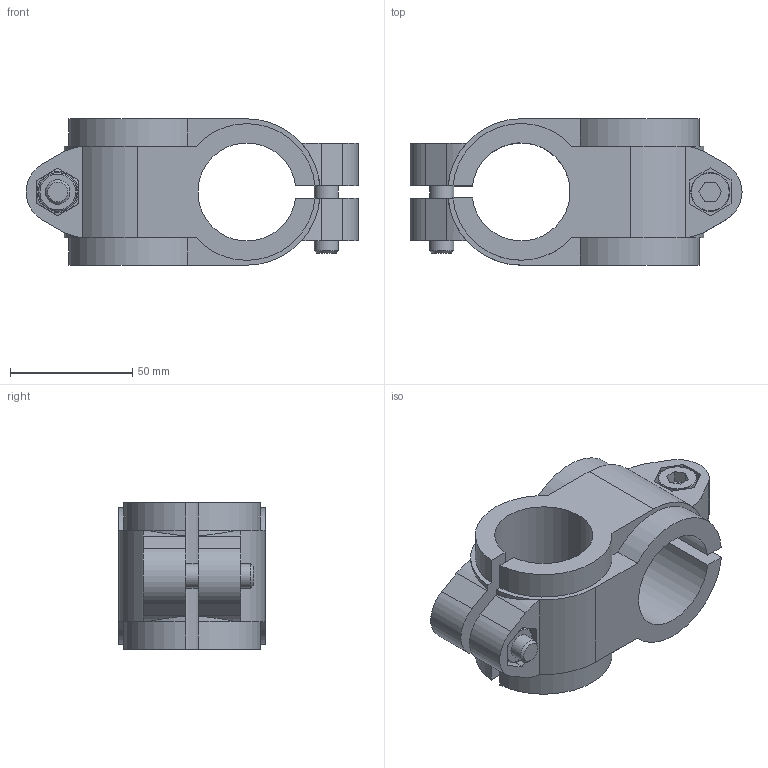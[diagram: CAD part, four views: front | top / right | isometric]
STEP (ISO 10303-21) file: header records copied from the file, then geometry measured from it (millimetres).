
FILE_DESCRIPTION( ( 'STEP AP214' ), '1' );
FILE_NAME( 'K0472.54040.stp', '2020-12-08T09:30:52', ( '' ), ( '' ), ' ', 'PARTsolutions', ' ' );
FILE_SCHEMA( ( 'AUTOMOTIVE_DESIGN { 1 0 10303 214 1 1 1 1 }' ) );
Length unit declared in the file: millimetre
Products named in the file (1): _K0472.54040
Bounding box: 136 x 60 x 60 mm (x, y, z)
Volume: 184982.6 mm3; surface area: 49700.6 mm2
Topology: 1 solids, 1 shells, 171 faces, 451 edges, 294 vertices
Faces by surface type: plane 88, cylinder 51, cone 26, torus 6
Full cylindrical faces by diameter (mm): 10 x4, 10.5 x4, 15.6 x2, 15.9 x2, 20 x1
Entity records: 6696 total; most frequent: CARTESIAN_POINT 1156, ORIENTED_EDGE 848, DIRECTION 846, EDGE_CURVE 424, AXIS2_PLACEMENT_3D 306, VERTEX_POINT 288, LINE 234, VECTOR 234
